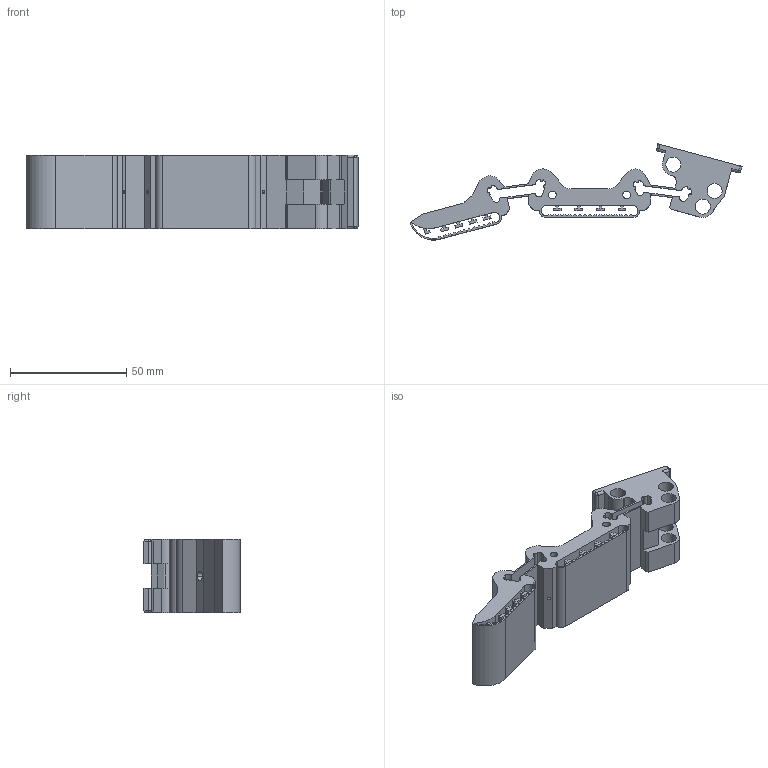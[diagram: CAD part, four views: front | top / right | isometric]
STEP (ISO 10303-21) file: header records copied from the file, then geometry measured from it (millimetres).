
FILE_DESCRIPTION (( 'STEP AP203' ), '1' );
FILE_NAME ('finger_ff_t42.STEP', '2015-02-27T22:06:04', ( '' ), ( '' ), 'SwSTEP 2.0', 'SolidWorks 2013', '' );
FILE_SCHEMA (( 'CONFIG_CONTROL_DESIGN' ));
Length unit declared in the file: millimetre
Products named in the file (1): finger_ff_t42
Bounding box: 143.06 x 41.39 x 31.75 mm (x, y, z)
Volume: 41672.4 mm3; surface area: 30742.7 mm2
Topology: 1 solids, 1 shells, 367 faces, 1075 edges, 707 vertices
Faces by surface type: plane 271, cylinder 86, cone 6, sphere 4
Entity records: 12152 total; most frequent: CARTESIAN_POINT 2140, ORIENTED_EDGE 2130, DIRECTION 1989, EDGE_CURVE 1065, VECTOR 877, LINE 877, VERTEX_POINT 707, AXIS2_PLACEMENT_3D 556
